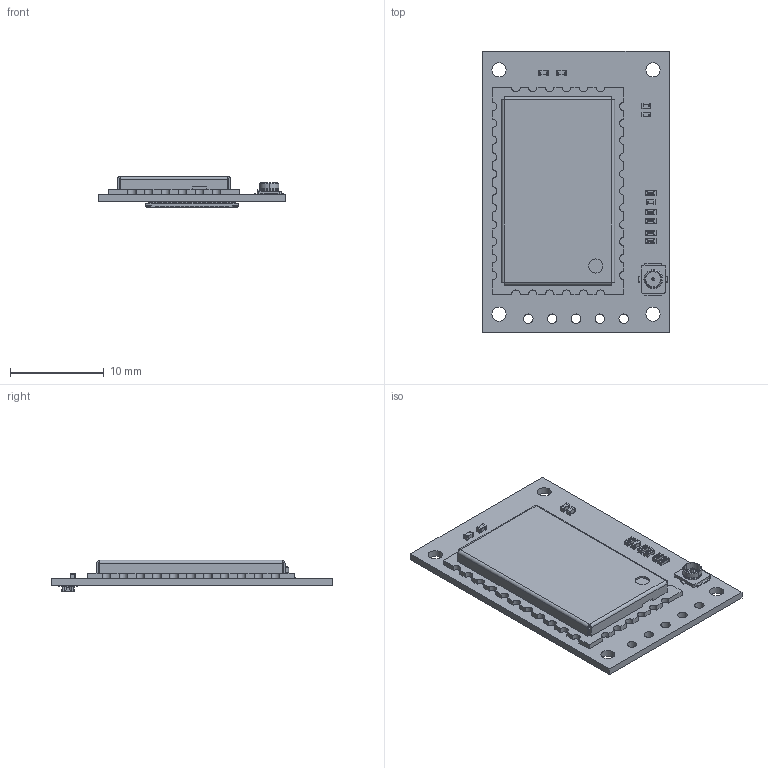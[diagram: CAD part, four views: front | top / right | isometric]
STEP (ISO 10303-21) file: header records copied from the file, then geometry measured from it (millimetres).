
FILE_DESCRIPTION(('Open CASCADE Model'),'2;1');
FILE_NAME('Open CASCADE Shape Model','2020-06-01T18:21:40',('Author'),( 'Open CASCADE'),'Open CASCADE STEP processor 6.8','Open CASCADE 6.8' ,'Unknown');
FILE_SCHEMA(('AUTOMOTIVE_DESIGN { 1 0 10303 214 1 1 1 1 }'));
Length unit declared in the file: millimetre
Products named in the file (29): PCB; Board; Open CASCADE STEP translator 6.8 11.1.1; C19; C0402; C20; C21; C22; C23; R38; RES_1005-0402; R36; R39; R37; R40; J9; UFL-R-SMD; Part_525; Part_739; Part_578; Part_540; Part_562; Part_555; U4; pwb-rak811; PWB-RAK811; RAKU70580012; J11; axe640124
Assembly tree (36 placements, depth 4):
  PCB
    Board
      Open CASCADE STEP translator 6.8 11.1.1
    C19
      C0402
    C20
      C0402
    C21
      C0402
    C22
      C0402
    C23
      C0402
    R38
      RES_1005-0402
    R36
      RES_1005-0402
    R39
      RES_1005-0402
    R37
      RES_1005-0402
    R40
      RES_1005-0402
    J9
      UFL-R-SMD
        Part_525
        Part_739
        Part_578
        Part_540
        Part_562
        Part_555
    U4
      pwb-rak811
        PWB-RAK811
        RAKU70580012
    J11
      axe640124
Bounding box: 20 x 30 x 3.35 mm (x, y, z)
Volume: 677.8 mm3; surface area: 2686.3 mm2
Topology: 35 solids, 35 shells, 1715 faces, 4374 edges, 2730 vertices
Faces by surface type: plane 1108, cylinder 295, bspline 206, sphere 90, cone 12, torus 4
Full cylindrical faces by diameter (mm): 1.016 x5, 1.5 x4
Entity records: 36428 total; most frequent: CARTESIAN_POINT 8406, ORIENTED_EDGE 5612, DIRECTION 5234, EDGE_CURVE 2806, LINE 2218, VECTOR 2218, VERTEX_POINT 1802, AXIS2_PLACEMENT_3D 1508
